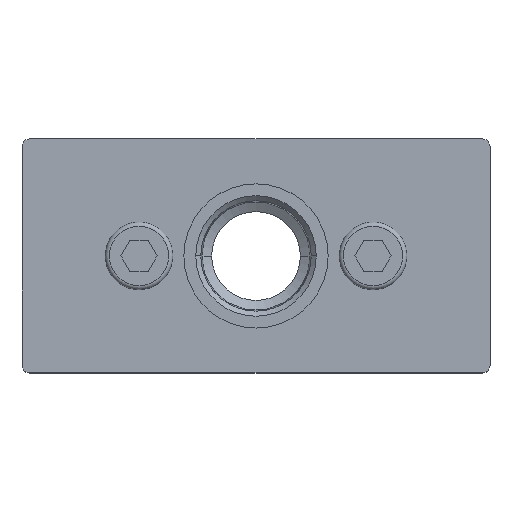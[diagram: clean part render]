
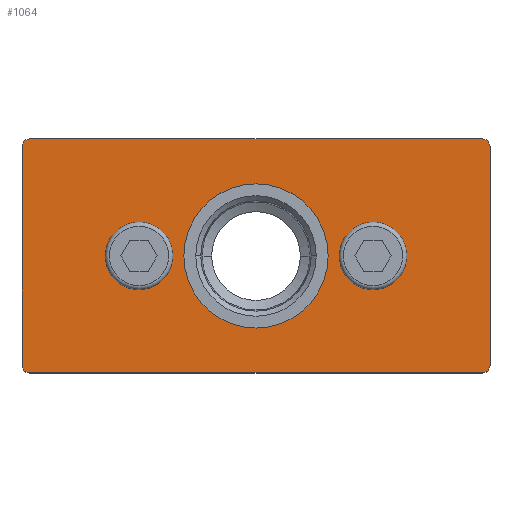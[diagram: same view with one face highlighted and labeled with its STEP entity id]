
A CAD part, top view. The second image highlights one B-rep face of the part: STEP entity #1064.
In plain terms, the highlighted planar face has unit normal (0, 0, 1).
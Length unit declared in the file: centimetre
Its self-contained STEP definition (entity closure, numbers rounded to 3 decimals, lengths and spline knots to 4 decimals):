
#50=FACE_BOUND('',#220,.T.);
#51=FACE_BOUND('',#221,.T.);
#52=FACE_BOUND('',#222,.T.);
#83=PLANE('',#1184);
#142=FACE_OUTER_BOUND('',#219,.T.);
#219=EDGE_LOOP('',(#952,#953,#954,#955,#956,#957,#958,#959));
#220=EDGE_LOOP('',(#960,#961));
#221=EDGE_LOOP('',(#962));
#222=EDGE_LOOP('',(#963));
#295=LINE('',#1748,#384);
#299=LINE('',#1757,#388);
#311=LINE('',#1809,#400);
#312=LINE('',#1813,#401);
#384=VECTOR('',#1426,1.);
#388=VECTOR('',#1436,1.);
#400=VECTOR('',#1498,1.);
#401=VECTOR('',#1501,1.);
#444=CIRCLE('',#1158,1.5);
#445=CIRCLE('',#1161,1.5);
#451=CIRCLE('',#1170,13.8684);
#457=CIRCLE('',#1182,13.8684);
#458=CIRCLE('',#1185,1.5);
#459=CIRCLE('',#1186,1.5);
#460=CIRCLE('',#1187,4.5);
#461=CIRCLE('',#1188,4.5);
#533=VERTEX_POINT('',#1745);
#534=VERTEX_POINT('',#1747);
#535=VERTEX_POINT('',#1751);
#536=VERTEX_POINT('',#1755);
#537=VERTEX_POINT('',#1759);
#547=VERTEX_POINT('',#1783);
#548=VERTEX_POINT('',#1785);
#551=VERTEX_POINT('',#1808);
#552=VERTEX_POINT('',#1810);
#553=VERTEX_POINT('',#1812);
#554=VERTEX_POINT('',#1815);
#555=VERTEX_POINT('',#1817);
#659=EDGE_CURVE('',#534,#533,#295,.T.);
#662=EDGE_CURVE('',#533,#535,#444,.T.);
#664=EDGE_CURVE('',#535,#536,#299,.T.);
#666=EDGE_CURVE('',#536,#537,#445,.T.);
#677=EDGE_CURVE('',#548,#547,#451,.T.);
#688=EDGE_CURVE('',#547,#548,#457,.T.);
#689=EDGE_CURVE('',#537,#551,#311,.T.);
#690=EDGE_CURVE('',#551,#552,#458,.T.);
#691=EDGE_CURVE('',#552,#553,#312,.T.);
#692=EDGE_CURVE('',#553,#534,#459,.T.);
#693=EDGE_CURVE('',#554,#554,#460,.T.);
#694=EDGE_CURVE('',#555,#555,#461,.T.);
#952=ORIENTED_EDGE('',*,*,#664,.T.);
#953=ORIENTED_EDGE('',*,*,#666,.T.);
#954=ORIENTED_EDGE('',*,*,#689,.T.);
#955=ORIENTED_EDGE('',*,*,#690,.T.);
#956=ORIENTED_EDGE('',*,*,#691,.T.);
#957=ORIENTED_EDGE('',*,*,#692,.T.);
#958=ORIENTED_EDGE('',*,*,#659,.T.);
#959=ORIENTED_EDGE('',*,*,#662,.T.);
#960=ORIENTED_EDGE('',*,*,#677,.T.);
#961=ORIENTED_EDGE('',*,*,#688,.T.);
#962=ORIENTED_EDGE('',*,*,#693,.T.);
#963=ORIENTED_EDGE('',*,*,#694,.T.);
#1064=ADVANCED_FACE('',(#142,#50,#51,#52),#83,.T.);
#1158=AXIS2_PLACEMENT_3D('',#1753,#1431,#1432);
#1161=AXIS2_PLACEMENT_3D('',#1761,#1440,#1441);
#1170=AXIS2_PLACEMENT_3D('',#1786,#1463,#1464);
#1182=AXIS2_PLACEMENT_3D('',#1805,#1492,#1493);
#1184=AXIS2_PLACEMENT_3D('',#1807,#1496,#1497);
#1185=AXIS2_PLACEMENT_3D('',#1811,#1499,#1500);
#1186=AXIS2_PLACEMENT_3D('',#1814,#1502,#1503);
#1187=AXIS2_PLACEMENT_3D('',#1816,#1504,#1505);
#1188=AXIS2_PLACEMENT_3D('',#1818,#1506,#1507);
#1426=DIRECTION('',(0.,-1.,0.));
#1431=DIRECTION('center_axis',(0.,0.,1.));
#1432=DIRECTION('ref_axis',(-1.,0.,0.));
#1436=DIRECTION('',(1.,0.,0.));
#1440=DIRECTION('center_axis',(0.,0.,1.));
#1441=DIRECTION('ref_axis',(0.,-1.,0.));
#1463=DIRECTION('center_axis',(0.,0.,-1.));
#1464=DIRECTION('ref_axis',(-1.,0.,0.));
#1492=DIRECTION('center_axis',(0.,0.,-1.));
#1493=DIRECTION('ref_axis',(-1.,0.,0.));
#1496=DIRECTION('center_axis',(0.,0.,1.));
#1497=DIRECTION('ref_axis',(0.,-1.,0.));
#1498=DIRECTION('',(0.,1.,0.));
#1499=DIRECTION('center_axis',(0.,0.,1.));
#1500=DIRECTION('ref_axis',(1.,0.,0.));
#1501=DIRECTION('',(-1.,0.,0.));
#1502=DIRECTION('center_axis',(0.,0.,1.));
#1503=DIRECTION('ref_axis',(0.,1.,0.));
#1504=DIRECTION('center_axis',(0.,0.,-1.));
#1505=DIRECTION('ref_axis',(-1.,0.,0.));
#1506=DIRECTION('center_axis',(0.,0.,-1.));
#1507=DIRECTION('ref_axis',(-1.,0.,0.));
#1745=CARTESIAN_POINT('',(0.,1.5,14.));
#1747=CARTESIAN_POINT('',(0.,43.5,14.));
#1748=CARTESIAN_POINT('',(0.,66.,14.));
#1751=CARTESIAN_POINT('',(1.5,0.,14.));
#1753=CARTESIAN_POINT('Origin',(1.5,1.5,14.));
#1755=CARTESIAN_POINT('',(88.5,0.,14.));
#1757=CARTESIAN_POINT('',(1.5,0.,14.));
#1759=CARTESIAN_POINT('',(90.,1.5,14.));
#1761=CARTESIAN_POINT('Origin',(88.5,1.5,14.));
#1783=CARTESIAN_POINT('',(58.8684,22.5,14.));
#1785=CARTESIAN_POINT('',(31.1316,22.5,14.));
#1786=CARTESIAN_POINT('Origin',(45.,22.5,14.));
#1805=CARTESIAN_POINT('Origin',(45.,22.5,14.));
#1807=CARTESIAN_POINT('Origin',(30.,41.55,14.));
#1808=CARTESIAN_POINT('',(90.,43.5,14.));
#1809=CARTESIAN_POINT('',(90.,1.5,14.));
#1810=CARTESIAN_POINT('',(88.5,45.,14.));
#1811=CARTESIAN_POINT('Origin',(88.5,43.5,14.));
#1812=CARTESIAN_POINT('',(1.5,45.,14.));
#1813=CARTESIAN_POINT('',(88.5,45.,14.));
#1814=CARTESIAN_POINT('Origin',(1.5,43.5,14.));
#1815=CARTESIAN_POINT('',(72.,22.5,14.));
#1816=CARTESIAN_POINT('Origin',(67.5,22.5,14.));
#1817=CARTESIAN_POINT('',(27.,22.5,14.));
#1818=CARTESIAN_POINT('Origin',(22.5,22.5,14.));
